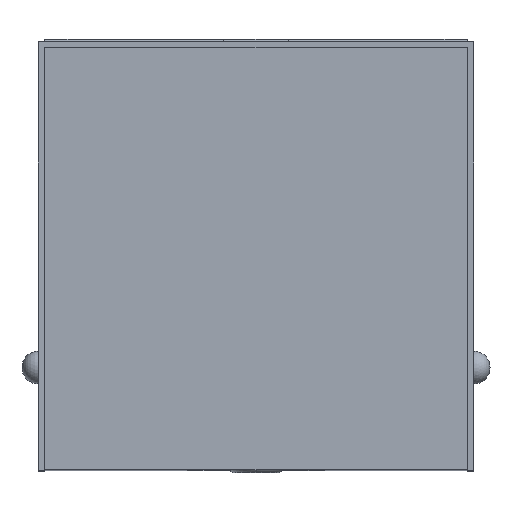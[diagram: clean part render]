
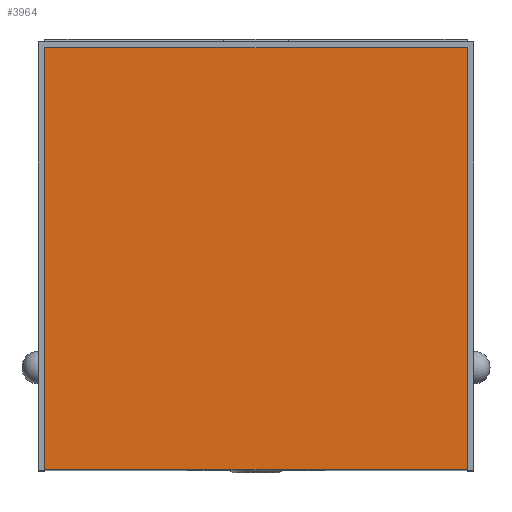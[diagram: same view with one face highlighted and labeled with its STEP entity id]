
A CAD part, top view. The second image highlights one B-rep face of the part: STEP entity #3964.
In plain terms, the highlighted planar face has unit normal (0, 0, 1).
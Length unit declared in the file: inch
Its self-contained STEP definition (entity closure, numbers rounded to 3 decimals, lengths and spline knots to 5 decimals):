
#1401=DIRECTION('',(1.,0.,0.));
#1402=VECTOR('',#1401,2.559);
#1403=CARTESIAN_POINT('',(-1.2795,0.,0.));
#1404=LINE('',#1403,#1402);
#1517=DIRECTION('',(0.,-1.,0.));
#1518=VECTOR('',#1517,2.559);
#1519=CARTESIAN_POINT('',(-1.2795,2.559,0.));
#1520=LINE('',#1519,#1518);
#1789=DIRECTION('',(0.,-1.,0.));
#1790=VECTOR('',#1789,2.559);
#1791=CARTESIAN_POINT('',(1.2795,2.559,0.));
#1792=LINE('',#1791,#1790);
#1825=DIRECTION('',(1.,0.,0.));
#1826=VECTOR('',#1825,2.559);
#1827=CARTESIAN_POINT('',(-1.2795,2.559,0.));
#1828=LINE('',#1827,#1826);
#2215=CARTESIAN_POINT('',(-1.2795,2.559,0.));
#2216=CARTESIAN_POINT('',(-1.2795,0.,0.));
#2217=VERTEX_POINT('',#2215);
#2218=VERTEX_POINT('',#2216);
#2219=CARTESIAN_POINT('',(1.2795,2.559,0.));
#2220=CARTESIAN_POINT('',(1.2795,0.,0.));
#2221=VERTEX_POINT('',#2219);
#2222=VERTEX_POINT('',#2220);
#3953=CARTESIAN_POINT('',(-1.2795,2.559,0.));
#3954=DIRECTION('',(0.,0.,1.));
#3955=DIRECTION('',(0.,-1.,0.));
#3956=AXIS2_PLACEMENT_3D('',#3953,#3954,#3955);
#3957=PLANE('',#3956);
#3958=ORIENTED_EDGE('',*,*,#3704,.F.);
#3959=ORIENTED_EDGE('',*,*,#3665,.T.);
#3960=ORIENTED_EDGE('',*,*,#3930,.T.);
#3961=ORIENTED_EDGE('',*,*,#3573,.F.);
#3962=EDGE_LOOP('',(#3958,#3959,#3960,#3961));
#3963=FACE_OUTER_BOUND('',#3962,.F.);
#3573=EDGE_CURVE('',#2218,#2222,#1404,.T.);
#3665=EDGE_CURVE('',#2217,#2221,#1828,.T.);
#3704=EDGE_CURVE('',#2217,#2218,#1520,.T.);
#3930=EDGE_CURVE('',#2221,#2222,#1792,.T.);
#3964=ADVANCED_FACE('',(#3963),#3957,.T.);
